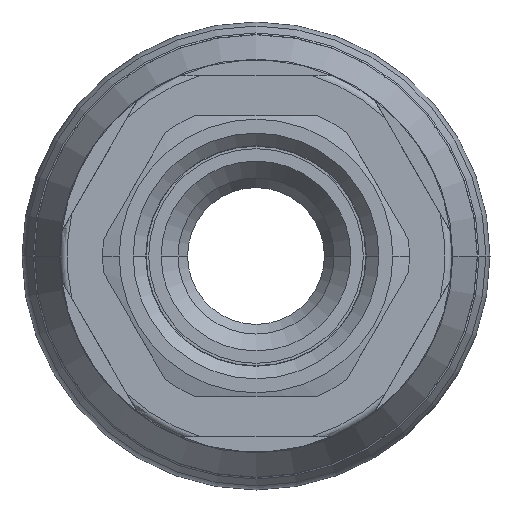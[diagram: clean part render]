
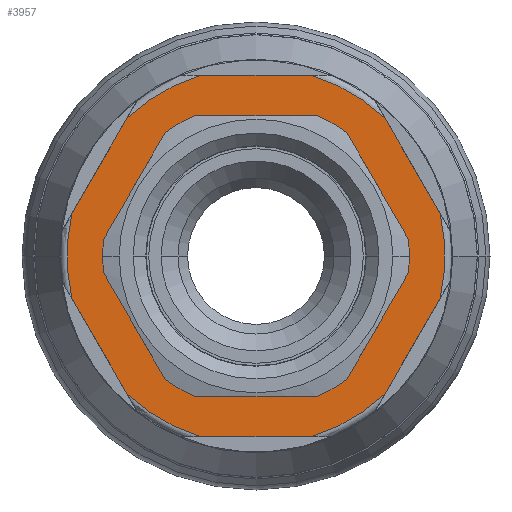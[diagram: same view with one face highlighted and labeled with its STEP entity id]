
A CAD part, left-side view. The second image highlights one B-rep face of the part: STEP entity #3957.
In plain terms, the highlighted planar face has unit normal (-1, 0, 0).
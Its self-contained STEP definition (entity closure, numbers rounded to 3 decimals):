
#2526=CARTESIAN_POINT('',(0.,0.,0.));
#2527=DIRECTION('',(1.,0.,0.));
#2528=DIRECTION('',(0.,1.,0.));
#2529=AXIS2_PLACEMENT_3D('',#2526,#2527,#2528);
#2531=CARTESIAN_POINT('',(0.,0.,0.));
#2532=DIRECTION('',(1.,0.,0.));
#2533=DIRECTION('',(0.,-1.,0.));
#2534=AXIS2_PLACEMENT_3D('',#2531,#2532,#2533);
#2536=DIRECTION('',(0.,-0.5,0.866));
#2537=VECTOR('',#2536,12.535);
#2538=CARTESIAN_POINT('',(0.,20.822,4.785));
#2539=LINE('',#2538,#2537);
#2540=CARTESIAN_POINT('',(0.,0.,0.));
#2541=DIRECTION('',(-1.,0.,0.));
#2542=DIRECTION('',(0.,0.293,0.956));
#2543=AXIS2_PLACEMENT_3D('',#2540,#2541,#2542);
#2545=DIRECTION('',(0.,-1.,0.));
#2546=VECTOR('',#2545,12.535);
#2547=CARTESIAN_POINT('',(0.,6.268,20.425));
#2548=LINE('',#2547,#2546);
#2549=CARTESIAN_POINT('',(0.,0.,0.));
#2550=DIRECTION('',(-1.,0.,0.));
#2551=DIRECTION('',(0.,-0.681,0.732));
#2552=AXIS2_PLACEMENT_3D('',#2549,#2550,#2551);
#2554=DIRECTION('',(0.,0.5,0.866));
#2555=VECTOR('',#2554,12.535);
#2556=CARTESIAN_POINT('',(0.,-20.822,4.785));
#2557=LINE('',#2556,#2555);
#2558=DIRECTION('',(0.,0.5,-0.866));
#2559=VECTOR('',#2558,12.535);
#2560=CARTESIAN_POINT('',(0.,-20.822,-4.785));
#2561=LINE('',#2560,#2559);
#2562=CARTESIAN_POINT('',(0.,0.,0.));
#2563=DIRECTION('',(-1.,0.,0.));
#2564=DIRECTION('',(0.,-0.293,-0.956));
#2565=AXIS2_PLACEMENT_3D('',#2562,#2563,#2564);
#2567=DIRECTION('',(0.,1.,0.));
#2568=VECTOR('',#2567,12.535);
#2569=CARTESIAN_POINT('',(0.,-6.268,-20.425));
#2570=LINE('',#2569,#2568);
#2571=CARTESIAN_POINT('',(0.,0.,0.));
#2572=DIRECTION('',(-1.,0.,0.));
#2573=DIRECTION('',(0.,0.681,-0.732));
#2574=AXIS2_PLACEMENT_3D('',#2571,#2572,#2573);
#2576=DIRECTION('',(0.,-0.5,-0.866));
#2577=VECTOR('',#2576,12.535);
#2578=CARTESIAN_POINT('',(0.,20.822,-4.785));
#2579=LINE('',#2578,#2577);
#2765=CARTESIAN_POINT('',(0.,0.,0.));
#2766=DIRECTION('',(-1.,0.,0.));
#2767=DIRECTION('',(0.,0.975,0.224));
#2768=AXIS2_PLACEMENT_3D('',#2765,#2766,#2767);
#2892=CARTESIAN_POINT('',(0.,0.,0.));
#2893=DIRECTION('',(-1.,0.,0.));
#2894=DIRECTION('',(0.,-0.975,-0.224));
#2895=AXIS2_PLACEMENT_3D('',#2892,#2893,#2894);
#3624=CARTESIAN_POINT('',(0.,20.822,4.785));
#3625=CARTESIAN_POINT('',(0.,14.555,15.64));
#3626=VERTEX_POINT('',#3624);
#3627=VERTEX_POINT('',#3625);
#3628=CARTESIAN_POINT('',(0.,6.268,20.425));
#3629=CARTESIAN_POINT('',(0.,-6.268,20.425));
#3630=VERTEX_POINT('',#3628);
#3631=VERTEX_POINT('',#3629);
#3632=CARTESIAN_POINT('',(0.,-20.822,4.785));
#3633=CARTESIAN_POINT('',(0.,-14.555,15.64));
#3634=VERTEX_POINT('',#3632);
#3635=VERTEX_POINT('',#3633);
#3636=CARTESIAN_POINT('',(0.,-20.822,-4.785));
#3637=CARTESIAN_POINT('',(0.,-14.555,-15.64));
#3638=VERTEX_POINT('',#3636);
#3639=VERTEX_POINT('',#3637);
#3640=CARTESIAN_POINT('',(0.,-6.268,-20.425));
#3641=CARTESIAN_POINT('',(0.,6.268,-20.425));
#3642=VERTEX_POINT('',#3640);
#3643=VERTEX_POINT('',#3641);
#3644=CARTESIAN_POINT('',(0.,20.822,-4.785));
#3645=CARTESIAN_POINT('',(0.,14.555,-15.64));
#3646=VERTEX_POINT('',#3644);
#3647=VERTEX_POINT('',#3645);
#3696=CARTESIAN_POINT('',(0.,13.5,0.));
#3697=CARTESIAN_POINT('',(0.,-13.5,0.));
#3698=VERTEX_POINT('',#3696);
#3699=VERTEX_POINT('',#3697);
#3921=CARTESIAN_POINT('',(0.,0.,0.));
#3922=DIRECTION('',(-1.,0.,0.));
#3923=DIRECTION('',(0.,-1.,0.));
#3924=AXIS2_PLACEMENT_3D('',#3921,#3922,#3923);
#3925=PLANE('',#3924);
#3927=ORIENTED_EDGE('',*,*,#3926,.T.);
#3929=ORIENTED_EDGE('',*,*,#3928,.F.);
#3931=ORIENTED_EDGE('',*,*,#3930,.T.);
#3933=ORIENTED_EDGE('',*,*,#3932,.F.);
#3935=ORIENTED_EDGE('',*,*,#3934,.F.);
#3937=ORIENTED_EDGE('',*,*,#3936,.F.);
#3939=ORIENTED_EDGE('',*,*,#3938,.T.);
#3941=ORIENTED_EDGE('',*,*,#3940,.F.);
#3943=ORIENTED_EDGE('',*,*,#3942,.T.);
#3945=ORIENTED_EDGE('',*,*,#3944,.F.);
#3947=ORIENTED_EDGE('',*,*,#3946,.F.);
#3949=ORIENTED_EDGE('',*,*,#3948,.F.);
#3950=EDGE_LOOP('',(#3927,#3929,#3931,#3933,#3935,#3937,#3939,#3941,#3943,#3945,
#3947,#3949));
#3951=FACE_OUTER_BOUND('',#3950,.F.);
#3952=ORIENTED_EDGE('',*,*,#3911,.F.);
#3954=ORIENTED_EDGE('',*,*,#3953,.F.);
#3955=EDGE_LOOP('',(#3952,#3954));
#3956=FACE_BOUND('',#3955,.F.);
#2530=CIRCLE('',#2529,13.5);
#2535=CIRCLE('',#2534,13.5);
#2544=CIRCLE('',#2543,21.365);
#2553=CIRCLE('',#2552,21.365);
#2566=CIRCLE('',#2565,21.365);
#2575=CIRCLE('',#2574,21.365);
#2769=CIRCLE('',#2768,21.365);
#2896=CIRCLE('',#2895,21.365);
#3911=EDGE_CURVE('',#3698,#3699,#2530,.T.);
#3926=EDGE_CURVE('',#3626,#3627,#2539,.T.);
#3928=EDGE_CURVE('',#3630,#3627,#2544,.T.);
#3930=EDGE_CURVE('',#3630,#3631,#2548,.T.);
#3932=EDGE_CURVE('',#3635,#3631,#2553,.T.);
#3934=EDGE_CURVE('',#3634,#3635,#2557,.T.);
#3936=EDGE_CURVE('',#3638,#3634,#2896,.T.);
#3938=EDGE_CURVE('',#3638,#3639,#2561,.T.);
#3940=EDGE_CURVE('',#3642,#3639,#2566,.T.);
#3942=EDGE_CURVE('',#3642,#3643,#2570,.T.);
#3944=EDGE_CURVE('',#3647,#3643,#2575,.T.);
#3946=EDGE_CURVE('',#3646,#3647,#2579,.T.);
#3948=EDGE_CURVE('',#3626,#3646,#2769,.T.);
#3953=EDGE_CURVE('',#3699,#3698,#2535,.T.);
#3957=ADVANCED_FACE('',(#3951,#3956),#3925,.T.);
